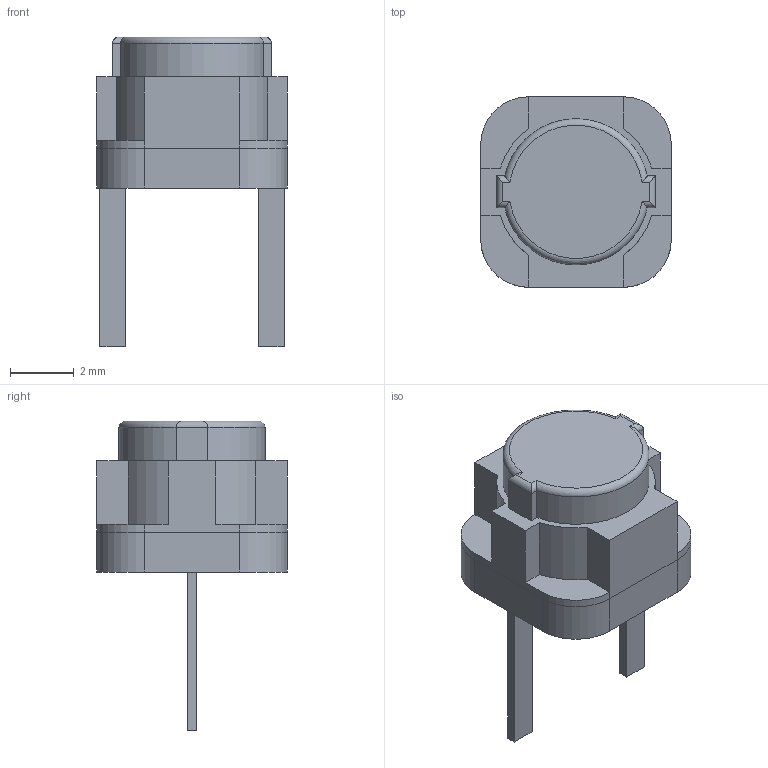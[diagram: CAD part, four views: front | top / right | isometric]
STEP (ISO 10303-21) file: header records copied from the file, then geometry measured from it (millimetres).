
FILE_DESCRIPTION(('FreeCAD Model'),'2;1');
FILE_NAME('EVQ-PVA05K.step', '2019-12-11T12:01:44',('Author'),(''), 'Open CASCADE STEP processor 7.3','FreeCAD','Unknown');
FILE_SCHEMA(('AUTOMOTIVE_DESIGN { 1 0 10303 214 1 1 1 1 }'));
Length unit declared in the file: millimetre
Products named in the file (1): Fusion
Bounding box: 6 x 6 x 9.75 mm (x, y, z)
Volume: 125.1 mm3; surface area: 183.6 mm2
Topology: 1 solids, 1 shells, 61 faces, 148 edges, 92 vertices
Faces by surface type: plane 39, cylinder 20, torus 2
Entity records: 2230 total; most frequent: CARTESIAN_POINT 346, DIRECTION 298, ORIENTED_EDGE 296, EDGE_CURVE 148, LINE 114, VECTOR 114, AXIS2_PLACEMENT_3D 92, VERTEX_POINT 92
